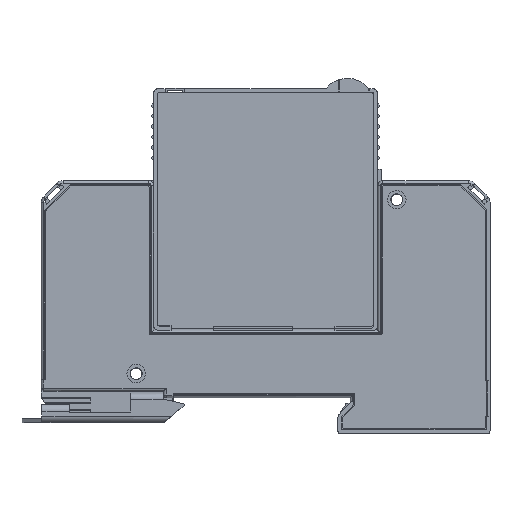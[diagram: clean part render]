
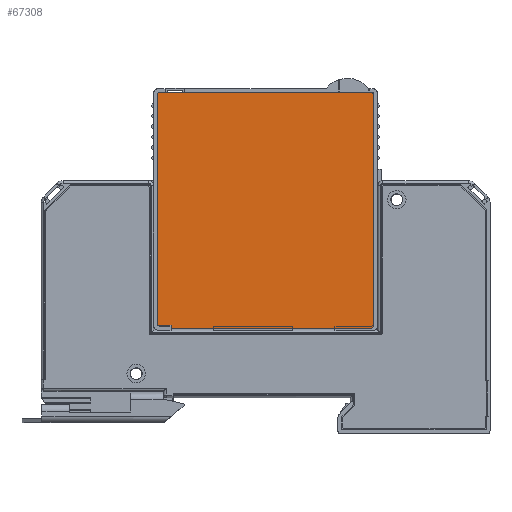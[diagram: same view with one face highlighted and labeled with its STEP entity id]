
A CAD part, top view. The second image highlights one B-rep face of the part: STEP entity #67308.
In plain terms, the highlighted face is planar.
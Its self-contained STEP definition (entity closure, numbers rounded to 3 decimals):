
#66852=DIRECTION('',(0.,0.,1.));
#66853=VECTOR('',#66852,0.7);
#66854=CARTESIAN_POINT('',(-18.95,0.,-23.75));
#66855=LINE('',#66854,#66853);
#66859=DIRECTION('',(1.,0.,0.));
#66860=VECTOR('',#66859,2.7);
#66861=CARTESIAN_POINT('',(-21.65,0.,-23.05));
#66862=LINE('',#66861,#66860);
#66866=DIRECTION('',(0.,0.,1.));
#66867=VECTOR('',#66866,46.4);
#66868=CARTESIAN_POINT('',(-21.65,0.,-23.05));
#66869=LINE('',#66868,#66867);
#66873=DIRECTION('',(1.,0.,0.));
#66874=VECTOR('',#66873,42.2);
#66875=CARTESIAN_POINT('',(-21.25,0.,23.75));
#66876=LINE('',#66875,#66874);
#66880=DIRECTION('',(0.,0.,-1.));
#66881=VECTOR('',#66880,46.1);
#66882=CARTESIAN_POINT('',(21.65,0.,23.05));
#66883=LINE('',#66882,#66881);
#66887=DIRECTION('',(-1.,0.,0.));
#66888=VECTOR('',#66887,39.9);
#66889=CARTESIAN_POINT('',(20.95,0.,-23.75));
#66890=LINE('',#66889,#66888);
#66937=CARTESIAN_POINT('',(20.95,0.,-23.05));
#66938=DIRECTION('',(0.,-1.,0.));
#66939=DIRECTION('',(0.,0.,-1.));
#66940=AXIS2_PLACEMENT_3D('',#66937,#66938,#66939);
#66967=CARTESIAN_POINT('',(20.95,0.,23.05));
#66968=DIRECTION('',(0.,-1.,0.));
#66969=DIRECTION('',(1.,0.,0.));
#66970=AXIS2_PLACEMENT_3D('',#66967,#66968,#66969);
#66997=CARTESIAN_POINT('',(-21.25,0.,23.35));
#66998=DIRECTION('',(0.,-1.,0.));
#66999=DIRECTION('',(0.,0.,1.));
#67000=AXIS2_PLACEMENT_3D('',#66997,#66998,#66999);
#67216=CARTESIAN_POINT('',(20.95,0.,23.75));
#67218=VERTEX_POINT('',#67216);
#67221=CARTESIAN_POINT('',(21.65,0.,23.05));
#67222=VERTEX_POINT('',#67221);
#67224=CARTESIAN_POINT('',(21.65,0.,-23.05));
#67226=VERTEX_POINT('',#67224);
#67229=CARTESIAN_POINT('',(20.95,0.,-23.75));
#67230=VERTEX_POINT('',#67229);
#67232=CARTESIAN_POINT('',(-21.65,0.,23.35));
#67234=VERTEX_POINT('',#67232);
#67237=CARTESIAN_POINT('',(-21.25,0.,23.75));
#67238=VERTEX_POINT('',#67237);
#67271=CARTESIAN_POINT('',(-18.95,0.,-23.75));
#67272=CARTESIAN_POINT('',(-18.95,0.,-23.05));
#67273=VERTEX_POINT('',#67271);
#67274=VERTEX_POINT('',#67272);
#67275=CARTESIAN_POINT('',(-21.65,0.,-23.05));
#67276=VERTEX_POINT('',#67275);
#67283=CARTESIAN_POINT('',(0.,0.,0.));
#67284=DIRECTION('',(0.,1.,0.));
#67285=DIRECTION('',(-1.,0.,0.));
#67286=AXIS2_PLACEMENT_3D('',#67283,#67284,#67285);
#67287=PLANE('',#67286);
#67289=ORIENTED_EDGE('',*,*,#67288,.T.);
#67291=ORIENTED_EDGE('',*,*,#67290,.F.);
#67293=ORIENTED_EDGE('',*,*,#67292,.T.);
#67295=ORIENTED_EDGE('',*,*,#67294,.F.);
#67297=ORIENTED_EDGE('',*,*,#67296,.T.);
#67299=ORIENTED_EDGE('',*,*,#67298,.F.);
#67301=ORIENTED_EDGE('',*,*,#67300,.T.);
#67303=ORIENTED_EDGE('',*,*,#67302,.F.);
#67305=ORIENTED_EDGE('',*,*,#67304,.T.);
#67306=EDGE_LOOP('',(#67289,#67291,#67293,#67295,#67297,#67299,#67301,#67303,
#67305));
#67307=FACE_OUTER_BOUND('',#67306,.F.);
#66941=CIRCLE('',#66940,0.7);
#66971=CIRCLE('',#66970,0.7);
#67001=CIRCLE('',#67000,0.4);
#67288=EDGE_CURVE('',#67273,#67274,#66855,.T.);
#67290=EDGE_CURVE('',#67276,#67274,#66862,.T.);
#67292=EDGE_CURVE('',#67276,#67234,#66869,.T.);
#67294=EDGE_CURVE('',#67238,#67234,#67001,.T.);
#67296=EDGE_CURVE('',#67238,#67218,#66876,.T.);
#67298=EDGE_CURVE('',#67222,#67218,#66971,.T.);
#67300=EDGE_CURVE('',#67222,#67226,#66883,.T.);
#67302=EDGE_CURVE('',#67230,#67226,#66941,.T.);
#67304=EDGE_CURVE('',#67230,#67273,#66890,.T.);
#67308=ADVANCED_FACE('',(#67307),#67287,.F.);
